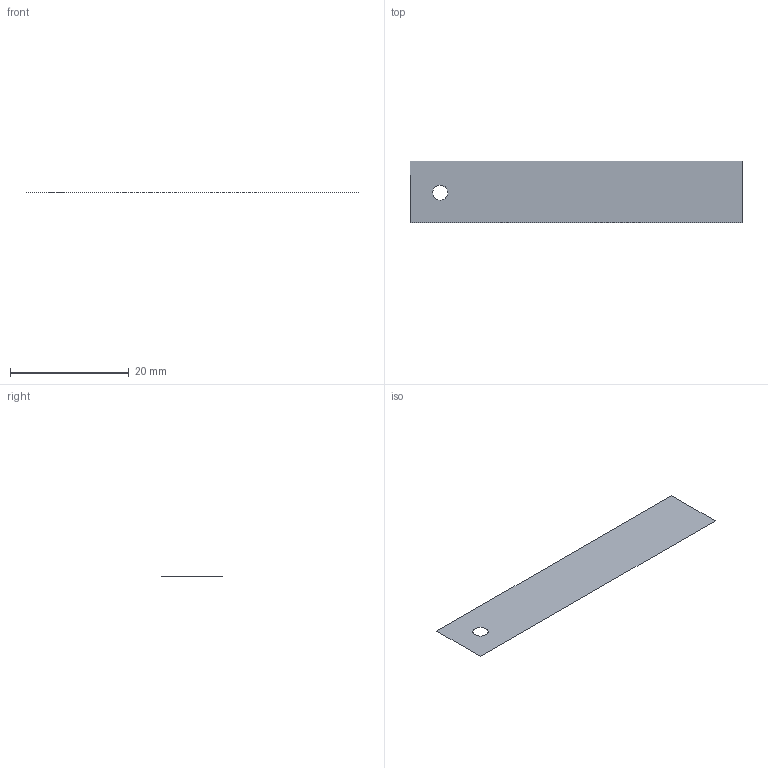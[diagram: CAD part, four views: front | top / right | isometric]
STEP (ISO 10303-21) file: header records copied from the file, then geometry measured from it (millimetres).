
FILE_DESCRIPTION( ( '' ), ' ' );
FILE_NAME( '5ec057f5f6301112b925f917.step', '2020-05-16T21:15:33', ( '' ), ( '' ), ' ', ' ', ' ' );
FILE_SCHEMA( ( 'AUTOMOTIVE_DESIGN { 1 0 10303 214 1 1 1 1 }' ) );
Length unit declared in the file: metre
Products named in the file (1): Surface 1
Bounding box: 55.88 x 10.41 x 0 mm (x, y, z)
Surface area: 576.9 mm2 (no closed solid volume)
Topology: 0 solids, 1 shells, 1 faces, 5 edges, 5 vertices
Faces by surface type: plane 1
Entity records: 83 total; most frequent: CARTESIAN_POINT 12, DIRECTION 10, ORIENTED_EDGE 5, EDGE_CURVE 5, VERTEX_POINT 5, LINE 4, VECTOR 4, AXIS2_PLACEMENT_3D 3
